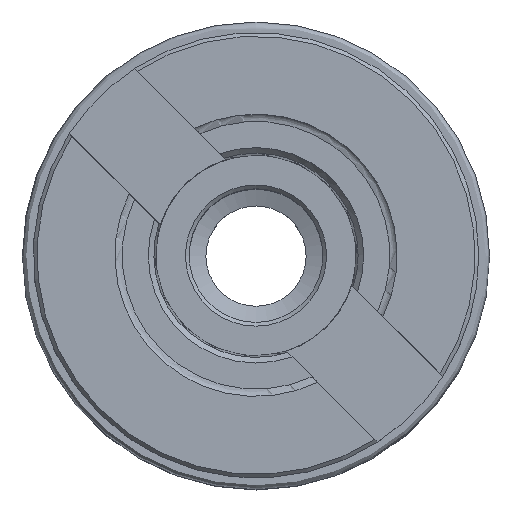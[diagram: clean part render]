
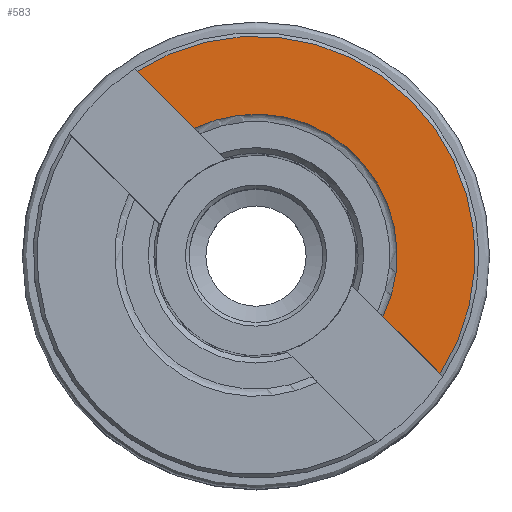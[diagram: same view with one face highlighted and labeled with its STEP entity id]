
A CAD part, top view. The second image highlights one B-rep face of the part: STEP entity #583.
In plain terms, the highlighted planar face has unit normal (0, 0, 1).
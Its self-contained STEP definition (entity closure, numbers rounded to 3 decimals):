
#129=FACE_OUTER_BOUND('',#200,.T.);
#145=LINE('',#1876,#161);
#146=LINE('',#1880,#162);
#161=VECTOR('',#1224,1.);
#162=VECTOR('',#1227,1.);
#178=PLANE('',#1080);
#200=EDGE_LOOP('',(#270,#271,#272,#273));
#270=ORIENTED_EDGE('',*,*,#414,.T.);
#271=ORIENTED_EDGE('',*,*,#415,.T.);
#272=ORIENTED_EDGE('',*,*,#416,.F.);
#273=ORIENTED_EDGE('',*,*,#417,.T.);
#414=EDGE_CURVE('',#739,#740,#488,.T.);
#415=EDGE_CURVE('',#740,#741,#145,.T.);
#416=EDGE_CURVE('',#742,#741,#489,.T.);
#417=EDGE_CURVE('',#742,#739,#146,.T.);
#488=CIRCLE('',#1078,29.5);
#489=CIRCLE('',#1079,19.);
#583=ADVANCED_FACE('',(#129),#178,.T.);
#739=VERTEX_POINT('',#1874);
#740=VERTEX_POINT('',#1875);
#741=VERTEX_POINT('',#1877);
#742=VERTEX_POINT('',#1879);
#1078=AXIS2_PLACEMENT_3D('',#1873,#1222,#1223);
#1079=AXIS2_PLACEMENT_3D('',#1878,#1225,#1226);
#1080=AXIS2_PLACEMENT_3D('',#1881,#1228,#1229);
#1222=DIRECTION('',(0.,0.,1.));
#1223=DIRECTION('',(1.,0.,0.));
#1224=DIRECTION('',(0.707,-0.707,0.));
#1225=DIRECTION('',(0.,0.,1.));
#1226=DIRECTION('',(1.,0.,0.));
#1227=DIRECTION('',(0.707,-0.707,0.));
#1228=DIRECTION('',(0.,0.,1.));
#1229=DIRECTION('',(1.,0.,0.));
#1873=CARTESIAN_POINT('',(0.,0.,0.));
#1874=CARTESIAN_POINT('',(24.793,-15.986,0.));
#1875=CARTESIAN_POINT('',(-15.986,24.793,0.));
#1876=CARTESIAN_POINT('',(4.404,4.404,0.));
#1877=CARTESIAN_POINT('',(-8.289,17.096,0.));
#1878=CARTESIAN_POINT('',(0.,0.,0.));
#1879=CARTESIAN_POINT('',(17.096,-8.289,0.));
#1880=CARTESIAN_POINT('',(36.754,-27.947,0.));
#1881=CARTESIAN_POINT('',(0.,0.,0.));
